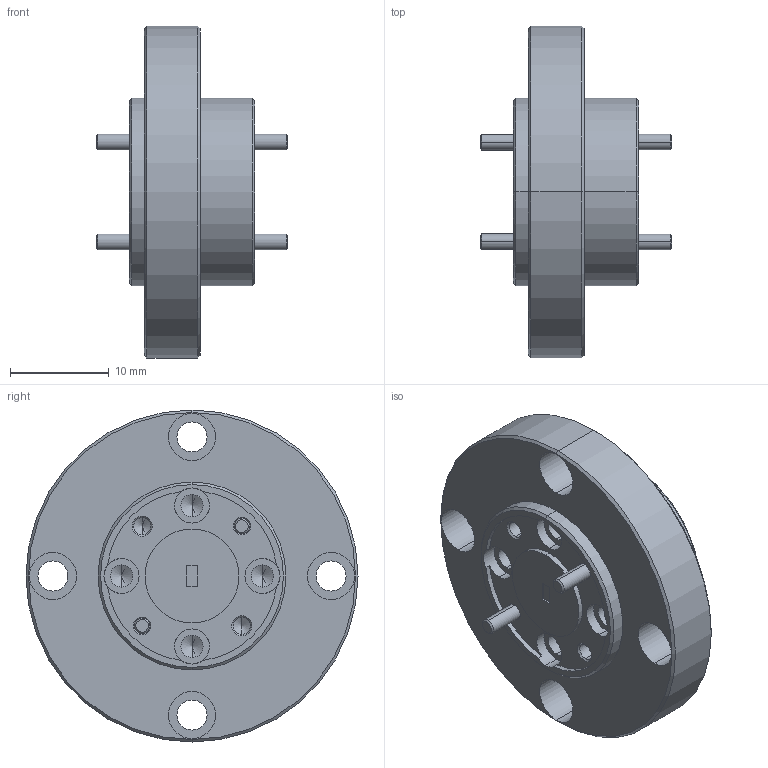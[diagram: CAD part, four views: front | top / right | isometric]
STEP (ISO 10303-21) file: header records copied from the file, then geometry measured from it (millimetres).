
FILE_DESCRIPTION (( 'STEP AP203' ), '1' );
FILE_NAME ('SWW-0805-SB.STEP', '2023-03-13T21:55:52', ( '' ), ( '' ), 'SwSTEP 2.0', 'SolidWorks 2021', '' );
FILE_SCHEMA (( 'CONFIG_CONTROL_DESIGN' ));
Length unit declared in the file: inch
Products named in the file (1): SWW-0805-SB
Bounding box: 19.43 x 33.66 x 33.66 mm (x, y, z)
Volume: 5990.7 mm3; surface area: 3988.4 mm2
Topology: 5 solids, 5 shells, 203 faces, 468 edges, 272 vertices
Faces by surface type: cylinder 92, cone 72, plane 39
Entity records: 5629 total; most frequent: DIRECTION 1084, CARTESIAN_POINT 912, ORIENTED_EDGE 872, AXIS2_PLACEMENT_3D 444, EDGE_CURVE 436, VERTEX_POINT 272, EDGE_LOOP 240, CIRCLE 240
